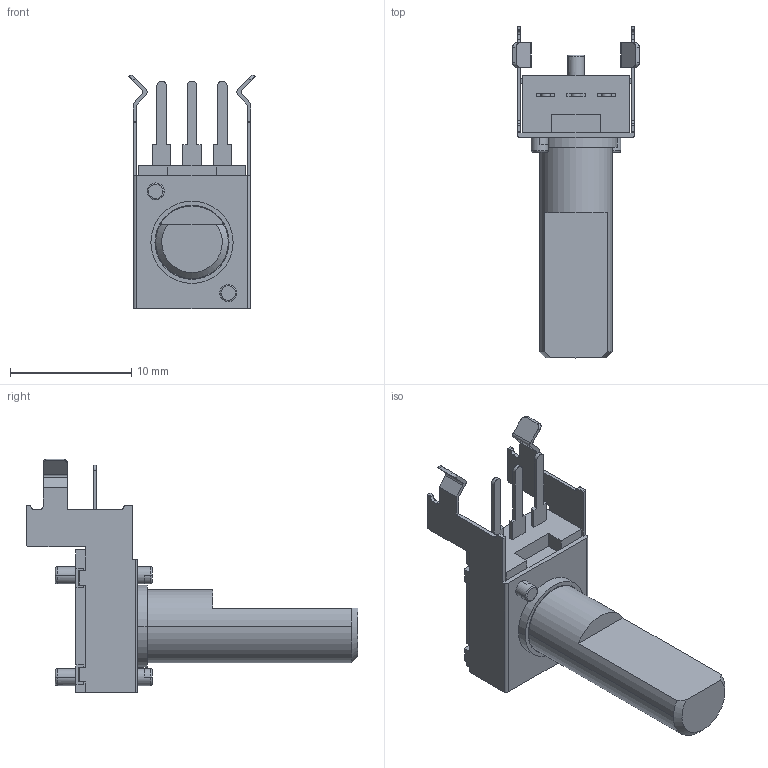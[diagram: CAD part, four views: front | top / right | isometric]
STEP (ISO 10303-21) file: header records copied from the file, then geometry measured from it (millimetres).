
FILE_DESCRIPTION((''),'2;1');
FILE_NAME('PTV09A-2025F','2021-09-02T',('acer'),(''),'PRO/ENGINEER BY PARAMETRIC TECHNOLOGY CORPORATION, 2008380','PRO/ENGINEER BY PARAMETRIC TECHNOLOGY CORPORATION, 2008380','');
FILE_SCHEMA(('CONFIG_CONTROL_DESIGN'));
Length unit declared in the file: millimetre
Products named in the file (1): PTV09A-2025F
Bounding box: 10.47 x 27.4 x 19.3 mm (x, y, z)
Volume: 869.7 mm3; surface area: 1522.7 mm2
Topology: 2 solids, 4 shells, 224 faces, 599 edges, 400 vertices
Faces by surface type: plane 148, cylinder 67, torus 8, cone 1
Entity records: 7064 total; most frequent: CARTESIAN_POINT 1275, ORIENTED_EDGE 1198, DIRECTION 1194, EDGE_CURVE 599, VECTOR 432, LINE 432, VERTEX_POINT 400, AXIS2_PLACEMENT_3D 381
